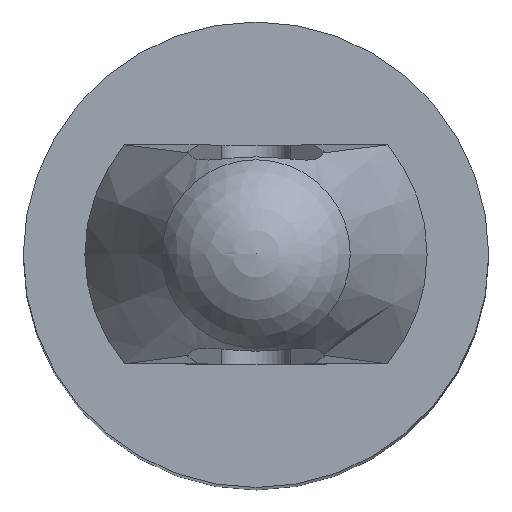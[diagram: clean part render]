
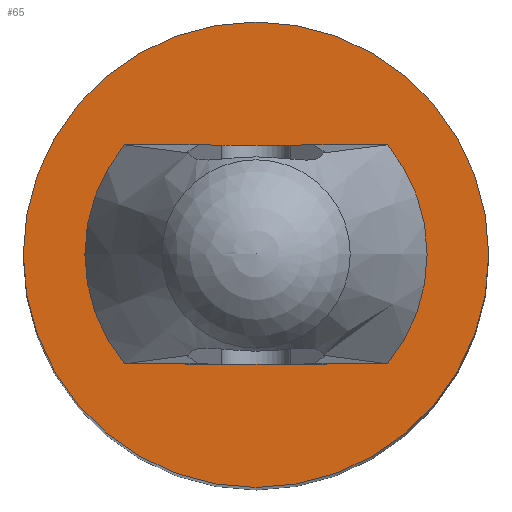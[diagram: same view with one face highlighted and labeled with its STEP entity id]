
A CAD part, top view. The second image highlights one B-rep face of the part: STEP entity #65.
In plain terms, the highlighted planar face has unit normal (0, 0, 1).
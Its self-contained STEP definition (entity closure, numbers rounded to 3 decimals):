
#65 = ADVANCED_FACE( '', ( #161, #162 ), #163, .T. );
#161 = FACE_BOUND( '', #292, .T. );
#162 = FACE_OUTER_BOUND( '', #293, .T. );
#163 = PLANE( '', #294 );
#292 = EDGE_LOOP( '', ( #423, #424, #425, #426, #427, #428 ) );
#293 = EDGE_LOOP( '', ( #429 ) );
#294 = AXIS2_PLACEMENT_3D( '', #430, #431, #432 );
#423 = ORIENTED_EDGE( '', *, *, #786, .T. );
#424 = ORIENTED_EDGE( '', *, *, #787, .F. );
#425 = ORIENTED_EDGE( '', *, *, #788, .F. );
#426 = ORIENTED_EDGE( '', *, *, #789, .T. );
#427 = ORIENTED_EDGE( '', *, *, #790, .T. );
#428 = ORIENTED_EDGE( '', *, *, #781, .T. );
#429 = ORIENTED_EDGE( '', *, *, #791, .F. );
#430 = CARTESIAN_POINT( '', ( -0.95, 0., 5.25 ) );
#431 = DIRECTION( '', ( 0., 0., 1. ) );
#432 = DIRECTION( '', ( 1., 0., 0. ) );
#781 = EDGE_CURVE( '', #928, #926, #929, .T. );
#786 = EDGE_CURVE( '', #926, #936, #937, .T. );
#787 = EDGE_CURVE( '', #938, #936, #939, .T. );
#788 = EDGE_CURVE( '', #940, #938, #941, .T. );
#789 = EDGE_CURVE( '', #940, #942, #943, .T. );
#790 = EDGE_CURVE( '', #942, #928, #944, .T. );
#791 = EDGE_CURVE( '', #945, #945, #946, .T. );
#926 = VERTEX_POINT( '', #1137 );
#928 = VERTEX_POINT( '', #1140 );
#929 = LINE( '', #1141, #1142 );
#936 = VERTEX_POINT( '', #1151 );
#937 = CIRCLE( '', #1152, 0.95 );
#938 = VERTEX_POINT( '', #1153 );
#939 = LINE( '', #1154, #1155 );
#940 = VERTEX_POINT( '', #1156 );
#941 = LINE( '', #1157, #1158 );
#942 = VERTEX_POINT( '', #1159 );
#943 = CIRCLE( '', #1160, 0.95 );
#944 = LINE( '', #1161, #1162 );
#945 = VERTEX_POINT( '', #1163 );
#946 = CIRCLE( '', #1164, 1.7 );
#1137 = CARTESIAN_POINT( '', ( -0.512, -0.8, 5.25 ) );
#1140 = CARTESIAN_POINT( '', ( 0., -0.8, 5.25 ) );
#1141 = CARTESIAN_POINT( '', ( 1.7, -0.8, 5.25 ) );
#1142 = VECTOR( '', #1499, 1000. );
#1151 = CARTESIAN_POINT( '', ( -0.512, 0.8, 5.25 ) );
#1152 = AXIS2_PLACEMENT_3D( '', #1505, #1506, #1507 );
#1153 = CARTESIAN_POINT( '', ( 0., 0.8, 5.25 ) );
#1154 = CARTESIAN_POINT( '', ( 1.7, 0.8, 5.25 ) );
#1155 = VECTOR( '', #1508, 1000. );
#1156 = CARTESIAN_POINT( '', ( 0.512, 0.8, 5.25 ) );
#1157 = CARTESIAN_POINT( '', ( 1.7, 0.8, 5.25 ) );
#1158 = VECTOR( '', #1509, 1000. );
#1159 = CARTESIAN_POINT( '', ( 0.512, -0.8, 5.25 ) );
#1160 = AXIS2_PLACEMENT_3D( '', #1510, #1511, #1512 );
#1161 = CARTESIAN_POINT( '', ( 1.7, -0.8, 5.25 ) );
#1162 = VECTOR( '', #1513, 1000. );
#1163 = CARTESIAN_POINT( '', ( -1.7, 0., 5.25 ) );
#1164 = AXIS2_PLACEMENT_3D( '', #1514, #1515, #1516 );
#1499 = DIRECTION( '', ( -1., 0., 0. ) );
#1505 = CARTESIAN_POINT( '', ( 0., 0., 5.25 ) );
#1506 = DIRECTION( '', ( 0., 0., -1. ) );
#1507 = DIRECTION( '', ( -1., 0., 0. ) );
#1508 = DIRECTION( '', ( -1., 0., 0. ) );
#1509 = DIRECTION( '', ( -1., 0., 0. ) );
#1510 = CARTESIAN_POINT( '', ( 0., 0., 5.25 ) );
#1511 = DIRECTION( '', ( 0., 0., -1. ) );
#1512 = DIRECTION( '', ( -1., 0., 0. ) );
#1513 = DIRECTION( '', ( -1., 0., 0. ) );
#1514 = CARTESIAN_POINT( '', ( 0., 0., 5.25 ) );
#1515 = DIRECTION( '', ( 0., 0., -1. ) );
#1516 = DIRECTION( '', ( -1., 0., 0. ) );
